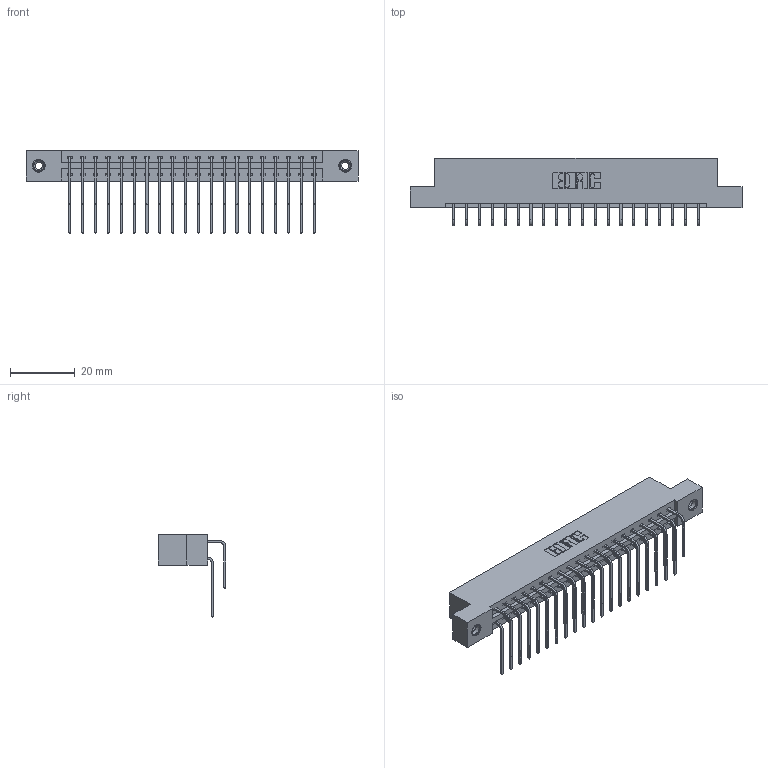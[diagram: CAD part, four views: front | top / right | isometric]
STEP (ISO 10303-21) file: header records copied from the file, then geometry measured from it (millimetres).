
FILE_DESCRIPTION (( 'STEP AP203' ), '1' );
FILE_NAME ('387-040-559-208.STEP', '2019-10-18T03:21:59', ( '' ), ( '' ), 'SwSTEP 2.0', 'SolidWorks 2016', '' );
FILE_SCHEMA (( 'CONFIG_CONTROL_DESIGN' ));
Length unit declared in the file: inch
Products named in the file (5): 387-040-559-208; 345-292-001_558 559 Tail - 1; 345-250-001_345-250-003-102; 345-292-001_559 Tail - 2; 337 Part_Flush Mounting Lugs - 0.156 Dia-TI
Assembly tree (43 placements, depth 2):
  387-040-559-208
    337 Part_Flush Mounting Lugs - 0.156 Dia-TI
    345-292-001_558 559 Tail - 1  x20
    345-292-001_559 Tail - 2  x20
    345-250-001_345-250-003-102  x2
Bounding box: 102.26 x 20.9 x 25.53 mm (x, y, z)
Volume: 10708.4 mm3; surface area: 13074.7 mm2
Topology: 43 solids, 43 shells, 2414 faces, 7127 edges, 4690 vertices
Faces by surface type: plane 1702, cylinder 696, cone 12, torus 4
Entity records: 21322 total; most frequent: CARTESIAN_POINT 3636, ORIENTED_EDGE 3514, DIRECTION 3147, EDGE_CURVE 1757, VECTOR 1569, LINE 1569, VERTEX_POINT 1164, AXIS2_PLACEMENT_3D 789
